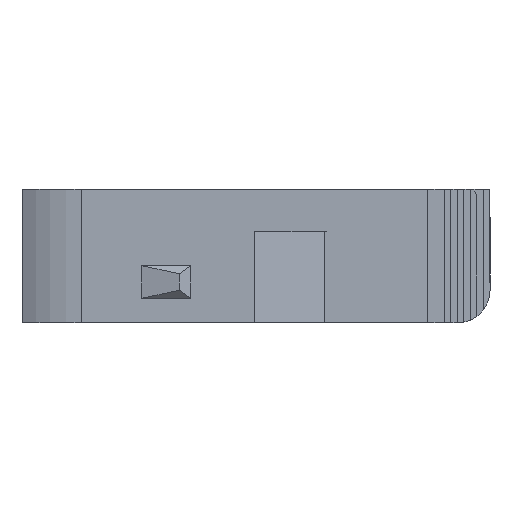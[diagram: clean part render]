
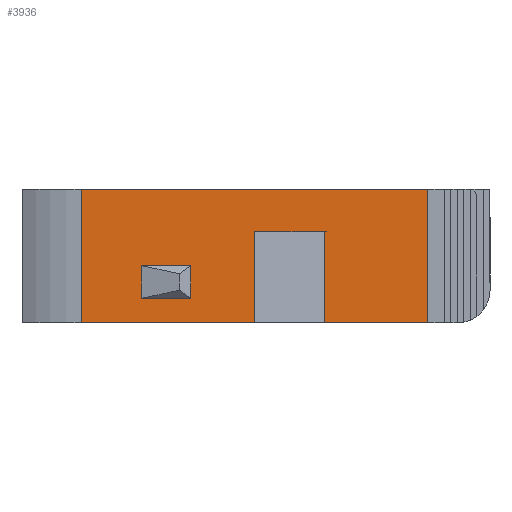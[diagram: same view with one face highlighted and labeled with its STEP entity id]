
A CAD part, left-side view. The second image highlights one B-rep face of the part: STEP entity #3936.
In plain terms, the highlighted planar face has unit normal (-1, 0, 0).
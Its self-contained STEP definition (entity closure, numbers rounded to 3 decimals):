
#83=FACE_BOUND('',#600,.T.);
#377=FACE_OUTER_BOUND('',#599,.T.);
#599=EDGE_LOOP('',(#3546,#3547,#3548,#3549,#3550,#3551,#3552,#3553));
#600=EDGE_LOOP('',(#3554,#3555,#3556,#3557));
#652=LINE('',#5425,#1110);
#782=LINE('',#5687,#1240);
#795=LINE('',#5717,#1253);
#814=LINE('',#5754,#1272);
#1041=LINE('',#6572,#1499);
#1043=LINE('',#6578,#1501);
#1044=LINE('',#6580,#1502);
#1045=LINE('',#6584,#1503);
#1048=LINE('',#6589,#1506);
#1050=LINE('',#6593,#1508);
#1052=LINE('',#6596,#1510);
#1058=LINE('',#6608,#1516);
#1110=VECTOR('',#4331,10.);
#1240=VECTOR('',#4533,1.);
#1253=VECTOR('',#4552,10.);
#1272=VECTOR('',#4583,10.);
#1499=VECTOR('',#5258,1.);
#1501=VECTOR('',#5266,1.);
#1502=VECTOR('',#5269,1.);
#1503=VECTOR('',#5272,1.);
#1506=VECTOR('',#5277,1.);
#1508=VECTOR('',#5281,1.);
#1510=VECTOR('',#5285,1.);
#1516=VECTOR('',#5303,10.);
#1566=VERTEX_POINT('',#5422);
#1567=VERTEX_POINT('',#5424);
#1662=VERTEX_POINT('',#5684);
#1663=VERTEX_POINT('',#5686);
#1677=VERTEX_POINT('',#5716);
#1689=VERTEX_POINT('',#5753);
#1874=VERTEX_POINT('',#6569);
#1875=VERTEX_POINT('',#6571);
#1877=VERTEX_POINT('',#6582);
#1878=VERTEX_POINT('',#6583);
#1879=VERTEX_POINT('',#6588);
#1880=VERTEX_POINT('',#6592);
#1936=EDGE_CURVE('',#1567,#1566,#652,.T.);
#2068=EDGE_CURVE('',#1662,#1663,#782,.T.);
#2083=EDGE_CURVE('',#1677,#1663,#795,.T.);
#2102=EDGE_CURVE('',#1677,#1689,#814,.T.);
#2420=EDGE_CURVE('',#1874,#1875,#1041,.T.);
#2424=EDGE_CURVE('',#1875,#1566,#1043,.T.);
#2425=EDGE_CURVE('',#1662,#1567,#1044,.T.);
#2426=EDGE_CURVE('',#1877,#1878,#1045,.T.);
#2429=EDGE_CURVE('',#1879,#1877,#1048,.T.);
#2431=EDGE_CURVE('',#1880,#1879,#1050,.T.);
#2433=EDGE_CURVE('',#1878,#1880,#1052,.T.);
#2439=EDGE_CURVE('',#1874,#1689,#1058,.T.);
#3546=ORIENTED_EDGE('',*,*,#2439,.T.);
#3547=ORIENTED_EDGE('',*,*,#2102,.F.);
#3548=ORIENTED_EDGE('',*,*,#2083,.T.);
#3549=ORIENTED_EDGE('',*,*,#2068,.F.);
#3550=ORIENTED_EDGE('',*,*,#2425,.T.);
#3551=ORIENTED_EDGE('',*,*,#1936,.T.);
#3552=ORIENTED_EDGE('',*,*,#2424,.F.);
#3553=ORIENTED_EDGE('',*,*,#2420,.F.);
#3554=ORIENTED_EDGE('',*,*,#2433,.T.);
#3555=ORIENTED_EDGE('',*,*,#2431,.T.);
#3556=ORIENTED_EDGE('',*,*,#2429,.T.);
#3557=ORIENTED_EDGE('',*,*,#2426,.T.);
#3729=PLANE('',#4248);
#3936=ADVANCED_FACE('',(#377,#83),#3729,.T.);
#4248=AXIS2_PLACEMENT_3D('',#6609,#5304,#5305);
#4331=DIRECTION('',(0.,1.,0.));
#4533=DIRECTION('',(0.,1.,0.));
#4552=DIRECTION('',(0.,0.,-1.));
#4583=DIRECTION('',(0.,1.,0.));
#5258=DIRECTION('',(0.,1.,0.));
#5266=DIRECTION('',(0.,0.,1.));
#5269=DIRECTION('',(0.,0.,1.));
#5272=DIRECTION('',(0.,1.,0.));
#5277=DIRECTION('',(0.,0.,-1.));
#5281=DIRECTION('',(0.,-1.,0.));
#5285=DIRECTION('',(0.,0.,1.));
#5303=DIRECTION('',(0.,0.,1.));
#5304=DIRECTION('center_axis',(-1.,0.,0.));
#5305=DIRECTION('ref_axis',(0.,1.,0.));
#5422=CARTESIAN_POINT('',(-61.75,51.5,40.9));
#5424=CARTESIAN_POINT('',(-61.75,-54.5,40.9));
#5425=CARTESIAN_POINT('',(-61.75,-28.221,40.9));
#5684=CARTESIAN_POINT('',(-61.75,-54.5,0.));
#5686=CARTESIAN_POINT('',(-61.75,-22.862,0.));
#5687=CARTESIAN_POINT('',(-61.75,-54.5,0.));
#5716=CARTESIAN_POINT('',(-61.75,-22.862,27.885));
#5717=CARTESIAN_POINT('',(-61.75,-22.862,0.));
#5753=CARTESIAN_POINT('',(-61.75,-1.5,27.885));
#5754=CARTESIAN_POINT('',(-61.75,-18.869,27.885));
#6569=CARTESIAN_POINT('',(-61.75,-1.5,0.));
#6571=CARTESIAN_POINT('',(-61.75,51.5,0.));
#6572=CARTESIAN_POINT('',(-61.75,-54.5,0.));
#6578=CARTESIAN_POINT('',(-61.75,51.5,0.));
#6580=CARTESIAN_POINT('',(-61.75,-54.5,0.));
#6582=CARTESIAN_POINT('',(-61.75,18.,7.5));
#6583=CARTESIAN_POINT('',(-61.75,33.,7.5));
#6584=CARTESIAN_POINT('',(-61.75,18.,7.5));
#6588=CARTESIAN_POINT('',(-61.75,18.,17.5));
#6589=CARTESIAN_POINT('',(-61.75,18.,17.5));
#6592=CARTESIAN_POINT('',(-61.75,33.,17.5));
#6593=CARTESIAN_POINT('',(-61.75,33.,17.5));
#6596=CARTESIAN_POINT('',(-61.75,33.,7.5));
#6608=CARTESIAN_POINT('',(-61.75,-1.5,9.942));
#6609=CARTESIAN_POINT('Origin',(-61.75,-54.5,0.));
